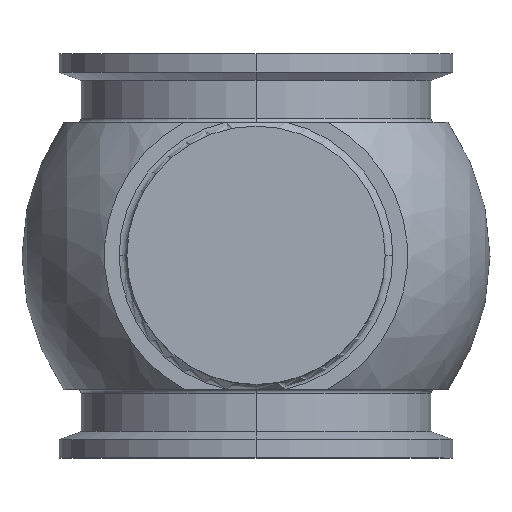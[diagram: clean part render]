
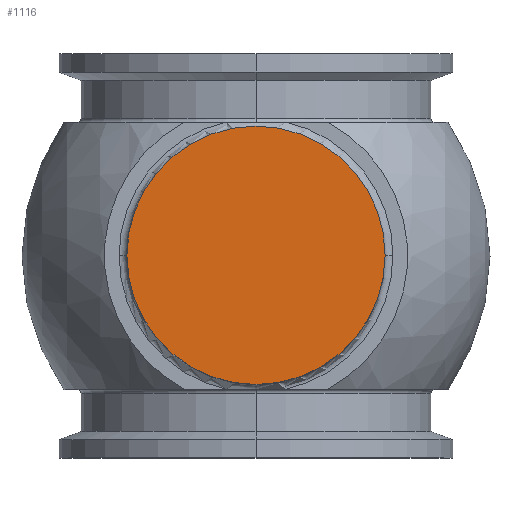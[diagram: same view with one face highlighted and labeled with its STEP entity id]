
A CAD part, top view. The second image highlights one B-rep face of the part: STEP entity #1116.
In plain terms, the highlighted planar face has unit normal (0, 0, 1).
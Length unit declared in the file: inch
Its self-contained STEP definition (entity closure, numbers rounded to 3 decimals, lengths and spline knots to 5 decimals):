
#77 = CARTESIAN_POINT ( 'NONE',  ( 1., 0., 3.015 ) ) ;
#122 = CARTESIAN_POINT ( 'NONE',  ( -1., 0., 3.015 ) ) ;
#133 = CIRCLE ( 'NONE', #280, 1. ) ;
#195 = CARTESIAN_POINT ( 'NONE',  ( 0., 0., 3.015 ) ) ;
#219 = CARTESIAN_POINT ( 'NONE',  ( 0., 0., 3.015 ) ) ;
#280 = AXIS2_PLACEMENT_3D ( 'NONE', #195, #843, #290 ) ;
#282 = FACE_OUTER_BOUND ( 'NONE', #399, .T. ) ;
#290 = DIRECTION ( 'NONE',  ( 1., 0., 0. ) ) ;
#320 = DIRECTION ( 'NONE',  ( 1., 0., 0. ) ) ;
#399 = EDGE_LOOP ( 'NONE', ( #1030, #1019 ) ) ;
#418 = DIRECTION ( 'NONE',  ( 1., 0., 0. ) ) ;
#508 = CARTESIAN_POINT ( 'NONE',  ( 0., 0., 3.015 ) ) ;
#546 = VERTEX_POINT ( 'NONE', #122 ) ;
#600 = AXIS2_PLACEMENT_3D ( 'NONE', #508, #980, #418 ) ;
#800 = PLANE ( 'NONE',  #600 ) ;
#843 = DIRECTION ( 'NONE',  ( 0., 0., 1. ) ) ;
#865 = DIRECTION ( 'NONE',  ( 0., 0., 1. ) ) ;
#871 = AXIS2_PLACEMENT_3D ( 'NONE', #219, #865, #320 ) ;
#873 = VERTEX_POINT ( 'NONE', #77 ) ;
#906 = EDGE_CURVE ( 'NONE', #873, #546, #133, .T. ) ;
#980 = DIRECTION ( 'NONE',  ( 0., 0., 1. ) ) ;
#1019 = ORIENTED_EDGE ( 'NONE', *, *, #1059, .T. ) ;
#1030 = ORIENTED_EDGE ( 'NONE', *, *, #906, .T. ) ;
#1059 = EDGE_CURVE ( 'NONE', #546, #873, #1082, .T. ) ;
#1082 = CIRCLE ( 'NONE', #871, 1. ) ;
#1116 = ADVANCED_FACE ( 'NONE', ( #282 ), #800, .T. ) ;
